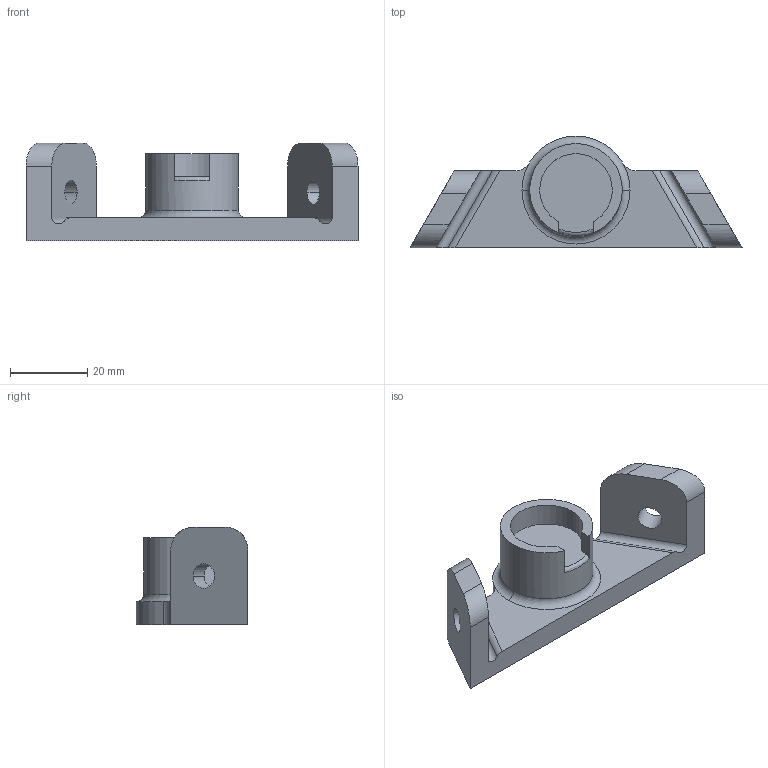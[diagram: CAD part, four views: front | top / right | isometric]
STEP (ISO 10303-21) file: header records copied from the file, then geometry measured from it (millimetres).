
FILE_DESCRIPTION (( 'STEP AP203' ), '1' );
FILE_NAME ('FSR BRACKET.STEP', '2016-03-12T21:47:54', ( '' ), ( '' ), 'SwSTEP 2.0', 'SolidWorks 2015', '' );
FILE_SCHEMA (( 'CONFIG_CONTROL_DESIGN' ));
Length unit declared in the file: millimetre
Products named in the file (1): FSR BRACKET
Bounding box: 86.06 x 29 x 25.4 mm (x, y, z)
Volume: 20185.8 mm3; surface area: 8320.7 mm2
Topology: 1 solids, 1 shells, 38 faces, 104 edges, 68 vertices
Faces by surface type: cylinder 20, plane 15, torus 3
Entity records: 1307 total; most frequent: CARTESIAN_POINT 277, ORIENTED_EDGE 208, DIRECTION 196, EDGE_CURVE 104, AXIS2_PLACEMENT_3D 71, VERTEX_POINT 68, VECTOR 54, LINE 54
